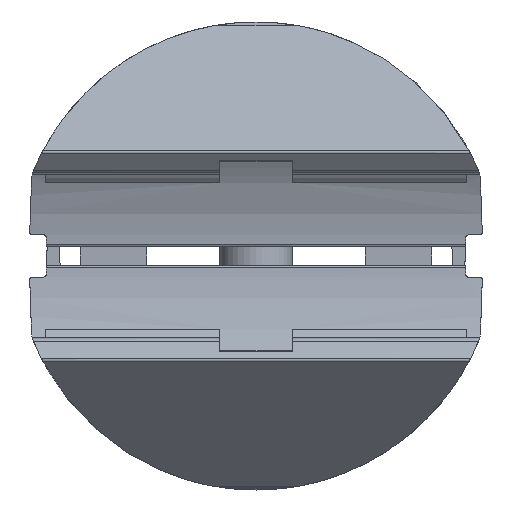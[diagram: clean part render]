
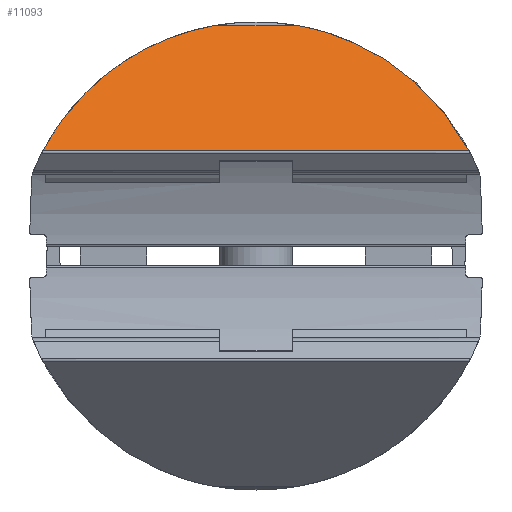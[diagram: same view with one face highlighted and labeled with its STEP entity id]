
A CAD part, front view. The second image highlights one B-rep face of the part: STEP entity #11093.
In plain terms, the highlighted face is planar.
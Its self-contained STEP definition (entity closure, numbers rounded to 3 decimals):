
#76 = CYLINDRICAL_SURFACE('',#77,20.);
#77 = AXIS2_PLACEMENT_3D('',#78,#79,#80);
#78 = CARTESIAN_POINT('',(0.,31.958,0.55));
#79 = DIRECTION('',(0.,-1.,0.));
#80 = DIRECTION('',(0.,0.,-1.));
#933 = VERTEX_POINT('',#934);
#934 = CARTESIAN_POINT('',(17.7,-18.815,
    -8.761));
#971 = CYLINDRICAL_SURFACE('',#972,0.2);
#972 = AXIS2_PLACEMENT_3D('',#973,#974,#975);
#973 = CARTESIAN_POINT('',(-50.,-18.673,-8.62));
#974 = DIRECTION('',(1.,0.,0.));
#975 = DIRECTION('',(0.,0.,-1.));
#982 = EDGE_CURVE('',#983,#933,#985,.T.);
#983 = VERTEX_POINT('',#984);
#984 = CARTESIAN_POINT('',(3.41,-8.418,
    -19.157));
#985 = SURFACE_CURVE('',#986,(#991,#1020),.PCURVE_S1.);
#986 = ELLIPSE('',#987,28.285,20.);
#987 = AXIS2_PLACEMENT_3D('',#988,#989,#990);
#988 = CARTESIAN_POINT('',(0.,-28.126,0.55));
#989 = DIRECTION('',(0.,-0.707,-0.707));
#990 = DIRECTION('',(0.,-0.707,0.707));
#991 = PCURVE('',#76,#992);
#992 = DEFINITIONAL_REPRESENTATION('',(#993),#1019);
#993 = B_SPLINE_CURVE_WITH_KNOTS('',3,(#994,#995,#996,#997,#998,#999,
    #1000,#1001,#1002,#1003,#1004,#1005,#1006,#1007,#1008,#1009,#1010,
    #1011,#1012,#1013,#1014,#1015,#1016,#1017,#1018),.UNSPECIFIED.,.F.,
  .F.,(4,1,1,1,1,1,1,1,1,1,1,1,1,1,1,1,1,1,1,1,1,1,4),(3.313,
    3.355,3.396,3.438,3.479,
    3.521,3.563,3.604,3.646,
    3.687,3.729,3.771,3.812,
    3.854,3.895,3.937,3.979,
    4.02,4.062,4.103,4.145,
    4.187,4.228),.QUASI_UNIFORM_KNOTS.);
#994 = CARTESIAN_POINT('',(6.455,40.376));
#995 = CARTESIAN_POINT('',(6.468,40.424));
#996 = CARTESIAN_POINT('',(6.496,40.53));
#997 = CARTESIAN_POINT('',(6.538,40.722));
#998 = CARTESIAN_POINT('',(6.579,40.949));
#999 = CARTESIAN_POINT('',(6.621,41.208));
#1000 = CARTESIAN_POINT('',(6.663,41.5));
#1001 = CARTESIAN_POINT('',(6.704,41.824));
#1002 = CARTESIAN_POINT('',(6.746,42.18));
#1003 = CARTESIAN_POINT('',(6.787,42.567));
#1004 = CARTESIAN_POINT('',(6.829,42.984));
#1005 = CARTESIAN_POINT('',(6.871,43.431));
#1006 = CARTESIAN_POINT('',(6.912,43.906));
#1007 = CARTESIAN_POINT('',(6.954,44.409));
#1008 = CARTESIAN_POINT('',(6.995,44.94));
#1009 = CARTESIAN_POINT('',(7.037,45.497));
#1010 = CARTESIAN_POINT('',(7.079,46.079));
#1011 = CARTESIAN_POINT('',(7.12,46.685));
#1012 = CARTESIAN_POINT('',(7.162,47.314));
#1013 = CARTESIAN_POINT('',(7.203,47.966));
#1014 = CARTESIAN_POINT('',(7.245,48.638));
#1015 = CARTESIAN_POINT('',(7.287,49.331));
#1016 = CARTESIAN_POINT('',(7.328,50.042));
#1017 = CARTESIAN_POINT('',(7.356,50.527));
#1018 = CARTESIAN_POINT('',(7.37,50.773));
#1019 = ( GEOMETRIC_REPRESENTATION_CONTEXT(2) 
PARAMETRIC_REPRESENTATION_CONTEXT() REPRESENTATION_CONTEXT('2D SPACE',''
  ) );
#1020 = PCURVE('',#1021,#1026);
#1021 = PLANE('',#1022);
#1022 = AXIS2_PLACEMENT_3D('',#1023,#1024,#1025);
#1023 = CARTESIAN_POINT('',(-50.,-18.815,-8.761));
#1024 = DIRECTION('',(0.,-0.707,-0.707));
#1025 = DIRECTION('',(0.,0.707,-0.707));
#1026 = DEFINITIONAL_REPRESENTATION('',(#1027),#1031);
#1027 = ELLIPSE('',#1028,28.285,20.);
#1028 = AXIS2_PLACEMENT_2D('',#1029,#1030);
#1029 = CARTESIAN_POINT('',(-13.168,50.));
#1030 = DIRECTION('',(-1.,0.));
#1031 = ( GEOMETRIC_REPRESENTATION_CONTEXT(2) 
PARAMETRIC_REPRESENTATION_CONTEXT() REPRESENTATION_CONTEXT('2D SPACE',''
  ) );
#1072 = CYLINDRICAL_SURFACE('',#1073,1.);
#1073 = AXIS2_PLACEMENT_3D('',#1074,#1075,#1076);
#1074 = CARTESIAN_POINT('',(-50.,-7.711,-18.45));
#1075 = DIRECTION('',(1.,0.,0.));
#1076 = DIRECTION('',(0.,0.,-1.));
#1107 = VERTEX_POINT('',#1108);
#1108 = CARTESIAN_POINT('',(-3.41,-8.418,
    -19.157));
#1174 = EDGE_CURVE('',#1175,#1107,#1177,.T.);
#1175 = VERTEX_POINT('',#1176);
#1176 = CARTESIAN_POINT('',(-17.7,-18.815,
    -8.761));
#1177 = SURFACE_CURVE('',#1178,(#1183,#1212),.PCURVE_S1.);
#1178 = ELLIPSE('',#1179,28.285,20.);
#1179 = AXIS2_PLACEMENT_3D('',#1180,#1181,#1182);
#1180 = CARTESIAN_POINT('',(0.,-28.126,0.55));
#1181 = DIRECTION('',(0.,-0.707,-0.707));
#1182 = DIRECTION('',(0.,-0.707,0.707));
#1183 = PCURVE('',#76,#1184);
#1184 = DEFINITIONAL_REPRESENTATION('',(#1185),#1211);
#1185 = B_SPLINE_CURVE_WITH_KNOTS('',3,(#1186,#1187,#1188,#1189,#1190,
    #1191,#1192,#1193,#1194,#1195,#1196,#1197,#1198,#1199,#1200,#1201,
    #1202,#1203,#1204,#1205,#1206,#1207,#1208,#1209,#1210),
  .UNSPECIFIED.,.F.,.F.,(4,1,1,1,1,1,1,1,1,1,1,1,1,1,1,1,1,1,1,1,1,1,4),
  (2.055,2.097,2.138,2.18,
    2.221,2.263,2.305,2.346,
    2.388,2.429,2.471,2.513,
    2.554,2.596,2.637,2.679,
    2.721,2.762,2.804,2.845,
    2.887,2.929,2.97),.QUASI_UNIFORM_KNOTS.);
#1186 = CARTESIAN_POINT('',(5.197,50.773));
#1187 = CARTESIAN_POINT('',(5.211,50.527));
#1188 = CARTESIAN_POINT('',(5.238,50.042));
#1189 = CARTESIAN_POINT('',(5.28,49.331));
#1190 = CARTESIAN_POINT('',(5.321,48.638));
#1191 = CARTESIAN_POINT('',(5.363,47.966));
#1192 = CARTESIAN_POINT('',(5.405,47.314));
#1193 = CARTESIAN_POINT('',(5.446,46.685));
#1194 = CARTESIAN_POINT('',(5.488,46.079));
#1195 = CARTESIAN_POINT('',(5.529,45.497));
#1196 = CARTESIAN_POINT('',(5.571,44.94));
#1197 = CARTESIAN_POINT('',(5.613,44.409));
#1198 = CARTESIAN_POINT('',(5.654,43.906));
#1199 = CARTESIAN_POINT('',(5.696,43.431));
#1200 = CARTESIAN_POINT('',(5.737,42.984));
#1201 = CARTESIAN_POINT('',(5.779,42.567));
#1202 = CARTESIAN_POINT('',(5.821,42.18));
#1203 = CARTESIAN_POINT('',(5.862,41.824));
#1204 = CARTESIAN_POINT('',(5.904,41.5));
#1205 = CARTESIAN_POINT('',(5.945,41.208));
#1206 = CARTESIAN_POINT('',(5.987,40.949));
#1207 = CARTESIAN_POINT('',(6.029,40.722));
#1208 = CARTESIAN_POINT('',(6.07,40.53));
#1209 = CARTESIAN_POINT('',(6.098,40.424));
#1210 = CARTESIAN_POINT('',(6.112,40.376));
#1211 = ( GEOMETRIC_REPRESENTATION_CONTEXT(2) 
PARAMETRIC_REPRESENTATION_CONTEXT() REPRESENTATION_CONTEXT('2D SPACE',''
  ) );
#1212 = PCURVE('',#1021,#1213);
#1213 = DEFINITIONAL_REPRESENTATION('',(#1214),#1218);
#1214 = ELLIPSE('',#1215,28.285,20.);
#1215 = AXIS2_PLACEMENT_2D('',#1216,#1217);
#1216 = CARTESIAN_POINT('',(-13.168,50.));
#1217 = DIRECTION('',(-1.,0.));
#1218 = ( GEOMETRIC_REPRESENTATION_CONTEXT(2) 
PARAMETRIC_REPRESENTATION_CONTEXT() REPRESENTATION_CONTEXT('2D SPACE',''
  ) );
#11070 = EDGE_CURVE('',#1175,#933,#11071,.T.);
#11071 = SURFACE_CURVE('',#11072,(#11076,#11083),.PCURVE_S1.);
#11072 = LINE('',#11073,#11074);
#11073 = CARTESIAN_POINT('',(-50.,-18.815,-8.761));
#11074 = VECTOR('',#11075,1.);
#11075 = DIRECTION('',(1.,0.,0.));
#11076 = PCURVE('',#971,#11077);
#11077 = DEFINITIONAL_REPRESENTATION('',(#11078),#11082);
#11078 = LINE('',#11079,#11080);
#11079 = CARTESIAN_POINT('',(5.498,0.));
#11080 = VECTOR('',#11081,1.);
#11081 = DIRECTION('',(0.,1.));
#11082 = ( GEOMETRIC_REPRESENTATION_CONTEXT(2) 
PARAMETRIC_REPRESENTATION_CONTEXT() REPRESENTATION_CONTEXT('2D SPACE',''
  ) );
#11083 = PCURVE('',#1021,#11084);
#11084 = DEFINITIONAL_REPRESENTATION('',(#11085),#11089);
#11085 = LINE('',#11086,#11087);
#11086 = CARTESIAN_POINT('',(0.,0.));
#11087 = VECTOR('',#11088,1.);
#11088 = DIRECTION('',(0.,1.));
#11089 = ( GEOMETRIC_REPRESENTATION_CONTEXT(2) 
PARAMETRIC_REPRESENTATION_CONTEXT() REPRESENTATION_CONTEXT('2D SPACE',''
  ) );
#11093 = ADVANCED_FACE('',(#11094),#1021,.T.);
#11094 = FACE_BOUND('',#11095,.T.);
#11095 = EDGE_LOOP('',(#11096,#11097,#11118,#11119));
#11096 = ORIENTED_EDGE('',*,*,#1174,.T.);
#11097 = ORIENTED_EDGE('',*,*,#11098,.T.);
#11098 = EDGE_CURVE('',#1107,#983,#11099,.T.);
#11099 = SURFACE_CURVE('',#11100,(#11104,#11111),.PCURVE_S1.);
#11100 = LINE('',#11101,#11102);
#11101 = CARTESIAN_POINT('',(-50.,-8.418,-19.157));
#11102 = VECTOR('',#11103,1.);
#11103 = DIRECTION('',(1.,0.,0.));
#11104 = PCURVE('',#1021,#11105);
#11105 = DEFINITIONAL_REPRESENTATION('',(#11106),#11110);
#11106 = LINE('',#11107,#11108);
#11107 = CARTESIAN_POINT('',(14.702,0.));
#11108 = VECTOR('',#11109,1.);
#11109 = DIRECTION('',(0.,1.));
#11110 = ( GEOMETRIC_REPRESENTATION_CONTEXT(2) 
PARAMETRIC_REPRESENTATION_CONTEXT() REPRESENTATION_CONTEXT('2D SPACE',''
  ) );
#11111 = PCURVE('',#1072,#11112);
#11112 = DEFINITIONAL_REPRESENTATION('',(#11113),#11117);
#11113 = LINE('',#11114,#11115);
#11114 = CARTESIAN_POINT('',(5.498,0.));
#11115 = VECTOR('',#11116,1.);
#11116 = DIRECTION('',(0.,1.));
#11117 = ( GEOMETRIC_REPRESENTATION_CONTEXT(2) 
PARAMETRIC_REPRESENTATION_CONTEXT() REPRESENTATION_CONTEXT('2D SPACE',''
  ) );
#11118 = ORIENTED_EDGE('',*,*,#982,.T.);
#11119 = ORIENTED_EDGE('',*,*,#11070,.F.);
